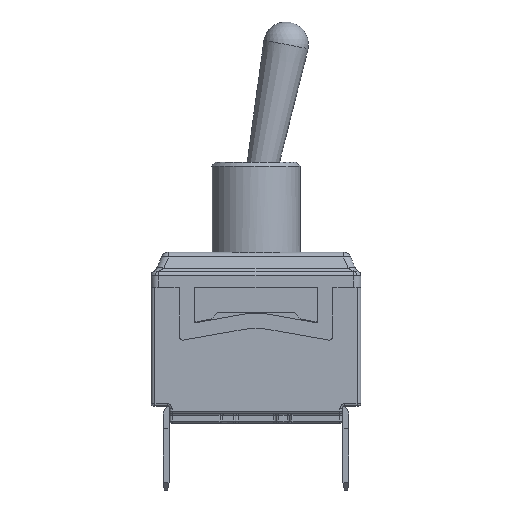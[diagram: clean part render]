
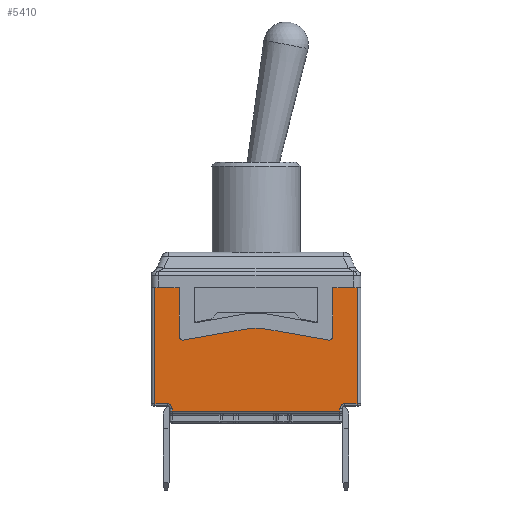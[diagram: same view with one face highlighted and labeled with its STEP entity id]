
A CAD part, front view. The second image highlights one B-rep face of the part: STEP entity #5410.
In plain terms, the highlighted planar face has unit normal (0, -1, 0).
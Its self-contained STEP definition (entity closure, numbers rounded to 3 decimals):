
#226=PLANE('',#5870);
#449=LINE('',#8692,#897);
#457=LINE('',#8713,#905);
#463=LINE('',#8725,#911);
#503=LINE('',#8815,#951);
#507=LINE('',#8833,#955);
#516=LINE('',#8859,#964);
#520=LINE('',#8869,#968);
#521=LINE('',#8873,#969);
#522=LINE('',#8874,#970);
#523=LINE('',#8876,#971);
#524=LINE('',#8878,#972);
#525=LINE('',#8882,#973);
#526=LINE('',#8884,#974);
#527=LINE('',#8886,#975);
#897=VECTOR('',#6815,10.);
#905=VECTOR('',#6831,10.);
#911=VECTOR('',#6839,10.);
#951=VECTOR('',#6913,10.);
#955=VECTOR('',#6933,10.);
#964=VECTOR('',#6962,10.);
#968=VECTOR('',#6974,10.);
#969=VECTOR('',#6977,10.);
#970=VECTOR('',#6978,10.);
#971=VECTOR('',#6981,10.);
#972=VECTOR('',#6982,10.);
#973=VECTOR('',#6985,10.);
#974=VECTOR('',#6986,10.);
#975=VECTOR('',#6987,10.);
#1404=FACE_OUTER_BOUND('',#1755,.T.);
#1755=EDGE_LOOP('',(#4208,#4209,#4210,#4211,#4212,#4213,#4214,#4215,#4216,
#4217,#4218,#4219,#4220,#4221,#4222,#4223,#4224,#4225,#4226,#4227));
#2076=CIRCLE('',#5854,0.5);
#2078=CIRCLE('',#5858,0.5);
#2081=CIRCLE('',#5867,0.5);
#2083=CIRCLE('',#5871,0.5);
#2084=CIRCLE('',#5872,0.6);
#2085=CIRCLE('',#5873,0.6);
#2500=VERTEX_POINT('',#8689);
#2501=VERTEX_POINT('',#8691);
#2508=VERTEX_POINT('',#8709);
#2510=VERTEX_POINT('',#8712);
#2513=VERTEX_POINT('',#8719);
#2515=VERTEX_POINT('',#8723);
#2547=VERTEX_POINT('',#8812);
#2548=VERTEX_POINT('',#8814);
#2552=VERTEX_POINT('',#8826);
#2553=VERTEX_POINT('',#8830);
#2556=VERTEX_POINT('',#8838);
#2560=VERTEX_POINT('',#8856);
#2563=VERTEX_POINT('',#8866);
#2564=VERTEX_POINT('',#8871);
#2565=VERTEX_POINT('',#8872);
#2566=VERTEX_POINT('',#8877);
#2567=VERTEX_POINT('',#8879);
#2568=VERTEX_POINT('',#8881);
#2569=VERTEX_POINT('',#8883);
#2570=VERTEX_POINT('',#8885);
#3066=EDGE_CURVE('',#2501,#2500,#449,.T.);
#3076=EDGE_CURVE('',#2510,#2508,#457,.T.);
#3082=EDGE_CURVE('',#2513,#2515,#463,.T.);
#3125=EDGE_CURVE('',#2547,#2548,#503,.T.);
#3131=EDGE_CURVE('',#2513,#2552,#2076,.F.);
#3134=EDGE_CURVE('',#2500,#2553,#507,.T.);
#3138=EDGE_CURVE('',#2556,#2553,#2078,.F.);
#3147=EDGE_CURVE('',#2556,#2560,#516,.T.);
#3149=EDGE_CURVE('',#2560,#2510,#2081,.T.);
#3153=EDGE_CURVE('',#2563,#2552,#520,.T.);
#3154=EDGE_CURVE('',#2564,#2565,#521,.T.);
#3155=EDGE_CURVE('',#2501,#2564,#522,.T.);
#3156=EDGE_CURVE('',#2508,#2563,#2083,.T.);
#3157=EDGE_CURVE('',#2515,#2548,#523,.T.);
#3158=EDGE_CURVE('',#2566,#2547,#524,.T.);
#3159=EDGE_CURVE('',#2567,#2566,#2084,.T.);
#3160=EDGE_CURVE('',#2568,#2567,#525,.T.);
#3161=EDGE_CURVE('',#2569,#2568,#526,.T.);
#3162=EDGE_CURVE('',#2570,#2569,#527,.T.);
#3163=EDGE_CURVE('',#2565,#2570,#2085,.T.);
#4208=ORIENTED_EDGE('',*,*,#3154,.F.);
#4209=ORIENTED_EDGE('',*,*,#3155,.F.);
#4210=ORIENTED_EDGE('',*,*,#3066,.T.);
#4211=ORIENTED_EDGE('',*,*,#3134,.T.);
#4212=ORIENTED_EDGE('',*,*,#3138,.F.);
#4213=ORIENTED_EDGE('',*,*,#3147,.T.);
#4214=ORIENTED_EDGE('',*,*,#3149,.T.);
#4215=ORIENTED_EDGE('',*,*,#3076,.T.);
#4216=ORIENTED_EDGE('',*,*,#3156,.T.);
#4217=ORIENTED_EDGE('',*,*,#3153,.T.);
#4218=ORIENTED_EDGE('',*,*,#3131,.F.);
#4219=ORIENTED_EDGE('',*,*,#3082,.T.);
#4220=ORIENTED_EDGE('',*,*,#3157,.T.);
#4221=ORIENTED_EDGE('',*,*,#3125,.F.);
#4222=ORIENTED_EDGE('',*,*,#3158,.F.);
#4223=ORIENTED_EDGE('',*,*,#3159,.F.);
#4224=ORIENTED_EDGE('',*,*,#3160,.F.);
#4225=ORIENTED_EDGE('',*,*,#3161,.F.);
#4226=ORIENTED_EDGE('',*,*,#3162,.F.);
#4227=ORIENTED_EDGE('',*,*,#3163,.F.);
#5410=ADVANCED_FACE('',(#1404),#226,.T.);
#5854=AXIS2_PLACEMENT_3D('',#8827,#6927,#6928);
#5858=AXIS2_PLACEMENT_3D('',#8840,#6940,#6941);
#5867=AXIS2_PLACEMENT_3D('',#8862,#6966,#6967);
#5870=AXIS2_PLACEMENT_3D('',#8870,#6975,#6976);
#5871=AXIS2_PLACEMENT_3D('',#8875,#6979,#6980);
#5872=AXIS2_PLACEMENT_3D('',#8880,#6983,#6984);
#5873=AXIS2_PLACEMENT_3D('',#8887,#6988,#6989);
#6815=DIRECTION('',(-1.,0.,0.));
#6831=DIRECTION('',(-1.,0.,0.));
#6839=DIRECTION('',(0.,0.,1.));
#6913=DIRECTION('',(0.,0.,1.));
#6927=DIRECTION('center_axis',(0.,1.,0.));
#6928=DIRECTION('ref_axis',(-0.643,0.,-0.766));
#6933=DIRECTION('',(0.,0.,-1.));
#6940=DIRECTION('center_axis',(0.,1.,0.));
#6941=DIRECTION('ref_axis',(0.643,0.,-0.766));
#6962=DIRECTION('',(-0.985,0.,0.174));
#6966=DIRECTION('center_axis',(0.,-1.,0.));
#6967=DIRECTION('ref_axis',(0.087,0.,0.996));
#6974=DIRECTION('',(-0.985,0.,-0.174));
#6975=DIRECTION('center_axis',(0.,-1.,0.));
#6976=DIRECTION('ref_axis',(0.,0.,-1.));
#6977=DIRECTION('',(-1.,0.,0.));
#6978=DIRECTION('',(0.,0.,-1.));
#6979=DIRECTION('center_axis',(0.,-1.,0.));
#6980=DIRECTION('ref_axis',(-0.087,0.,0.996));
#6981=DIRECTION('',(-1.,0.,0.));
#6982=DIRECTION('',(-1.,0.,0.));
#6983=DIRECTION('center_axis',(0.,-1.,0.));
#6984=DIRECTION('ref_axis',(0.707,0.,0.707));
#6985=DIRECTION('',(0.,0.,1.));
#6986=DIRECTION('',(-1.,0.,0.));
#6987=DIRECTION('',(0.,0.,-1.));
#6988=DIRECTION('center_axis',(0.,-1.,0.));
#6989=DIRECTION('ref_axis',(-0.707,0.,0.707));
#8689=CARTESIAN_POINT('',(10.25,-6.55,0.));
#8691=CARTESIAN_POINT('',(13.475,-6.55,0.));
#8692=CARTESIAN_POINT('',(13.975,-6.55,0.));
#8709=CARTESIAN_POINT('',(-0.833,-6.55,-5.45));
#8712=CARTESIAN_POINT('',(0.833,-6.55,-5.45));
#8713=CARTESIAN_POINT('',(-7.426,-6.55,-5.45));
#8719=CARTESIAN_POINT('',(-10.25,-6.55,-6.507));
#8723=CARTESIAN_POINT('',(-10.25,-6.55,0.));
#8725=CARTESIAN_POINT('',(-10.25,-6.55,0.));
#8812=CARTESIAN_POINT('',(-13.475,-6.55,-15.5));
#8814=CARTESIAN_POINT('',(-13.475,-6.55,0.));
#8815=CARTESIAN_POINT('',(-13.475,-6.55,0.));
#8826=CARTESIAN_POINT('',(-9.663,-6.55,-6.999));
#8827=CARTESIAN_POINT('Origin',(-9.75,-6.55,-6.507));
#8830=CARTESIAN_POINT('',(10.25,-6.55,-6.507));
#8833=CARTESIAN_POINT('',(10.25,-6.55,-3.551));
#8838=CARTESIAN_POINT('',(9.663,-6.55,-6.999));
#8840=CARTESIAN_POINT('Origin',(9.75,-6.55,-6.507));
#8856=CARTESIAN_POINT('',(0.92,-6.55,-5.458));
#8859=CARTESIAN_POINT('',(-6.791,-6.55,-4.098));
#8862=CARTESIAN_POINT('Origin',(0.833,-6.55,-5.95));
#8866=CARTESIAN_POINT('',(-0.92,-6.55,-5.458));
#8869=CARTESIAN_POINT('',(-11.449,-6.55,-7.314));
#8870=CARTESIAN_POINT('Origin',(-13.975,-6.55,0.));
#8871=CARTESIAN_POINT('',(13.475,-6.55,-15.5));
#8872=CARTESIAN_POINT('',(11.8,-6.55,-15.5));
#8873=CARTESIAN_POINT('',(-6.988,-6.55,-15.5));
#8874=CARTESIAN_POINT('',(13.475,-6.55,0.));
#8875=CARTESIAN_POINT('Origin',(-0.833,-6.55,-5.95));
#8876=CARTESIAN_POINT('',(13.975,-6.55,0.));
#8877=CARTESIAN_POINT('',(-11.8,-6.55,-15.5));
#8878=CARTESIAN_POINT('',(-6.988,-6.55,-15.5));
#8879=CARTESIAN_POINT('',(-11.2,-6.55,-16.1));
#8880=CARTESIAN_POINT('Origin',(-11.8,-6.55,-16.1));
#8881=CARTESIAN_POINT('',(-11.2,-6.55,-16.5));
#8882=CARTESIAN_POINT('',(-11.2,-6.55,-7.9));
#8883=CARTESIAN_POINT('',(11.2,-6.55,-16.5));
#8884=CARTESIAN_POINT('',(-6.988,-6.55,-16.5));
#8885=CARTESIAN_POINT('',(11.2,-6.55,-16.1));
#8886=CARTESIAN_POINT('',(11.2,-6.55,-7.9));
#8887=CARTESIAN_POINT('Origin',(11.8,-6.55,-16.1));
